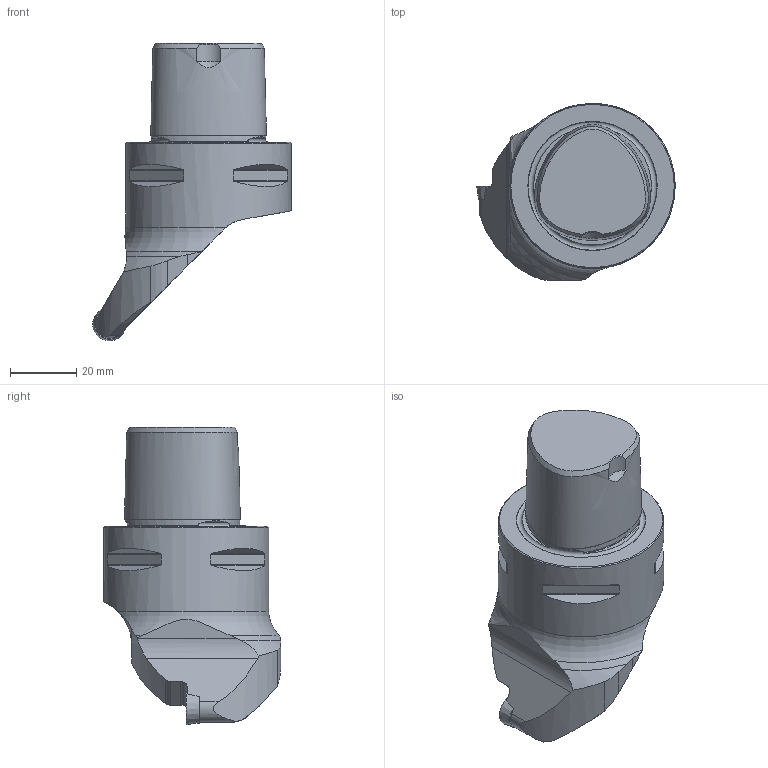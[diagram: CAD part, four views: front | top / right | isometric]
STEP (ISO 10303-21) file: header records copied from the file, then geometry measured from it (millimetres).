
FILE_DESCRIPTION(/* description */ (''),/* implementation_level */ '2;1');
FILE_NAME(/* name */ '1527849410511.stp',/* time_stamp */ '2018-06-01T12:36:57+02:00',/* author */ (''),/* organization */ ('SMS'),/* preprocessor_version */ 'ST-DEVELOPER v15',/* originating_system */ 'SIEMENS PLM Software NX 8.5',/* authorisation */ '');
FILE_SCHEMA (('AUTOMOTIVE_DESIGN { 1 0 10303 214 3 1 1 1 }'));
Length unit declared in the file: millimetre
Products named in the file (4): IsoTurningInsert; ASSEMBLY_CONSTRUCTION; 201684882mod000_00; 201684880mod000_00
Assembly tree (3 placements, depth 2):
  201684880mod000_00
    201684882mod000_00
    ASSEMBLY_CONSTRUCTION
    IsoTurningInsert
Bounding box: 60 x 53.57 x 90 mm (x, y, z)
Volume: 94961.8 mm3; surface area: 14276.5 mm2
Topology: 2 solids, 2 shells, 78 faces, 204 edges, 141 vertices
Faces by surface type: plane 30, cylinder 24, cone 12, bspline 8, torus 4
Full cylindrical faces by diameter (mm): 4.4 x1, 50 x1
Entity records: 20853 total; most frequent: CARTESIAN_POINT 18996, ORIENTED_EDGE 368, DIRECTION 311, EDGE_CURVE 184, AXIS2_PLACEMENT_3D 130, VERTEX_POINT 127, EDGE_LOOP 97, B_SPLINE_CURVE_WITH_KNOTS 84
